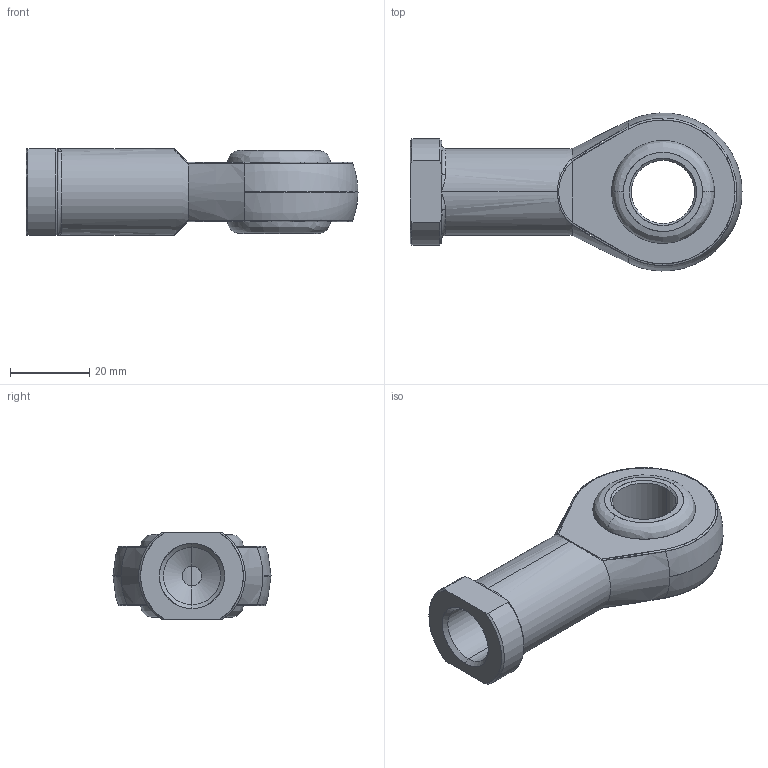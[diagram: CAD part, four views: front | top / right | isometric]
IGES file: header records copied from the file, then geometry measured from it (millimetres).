
Start section: SolidWorks IGES file using analytic representation for surfaces
Global section: file name: 50  KMB-RE  (16-1) .IGS; native system: SolidWorks 2010; preprocessor: SolidWorks 2010; author: HASAN; date: 100809.132155; units: millimetre
Bounding box: 84 x 39.98 x 22 mm (x, y, z)
Surface area: 10531.8 mm2 (no closed solid volume)
Topology: 0 solids, 0 shells, 60 faces, 852 edges, 847 vertices
Faces by surface type: bspline 32, revolution 28
